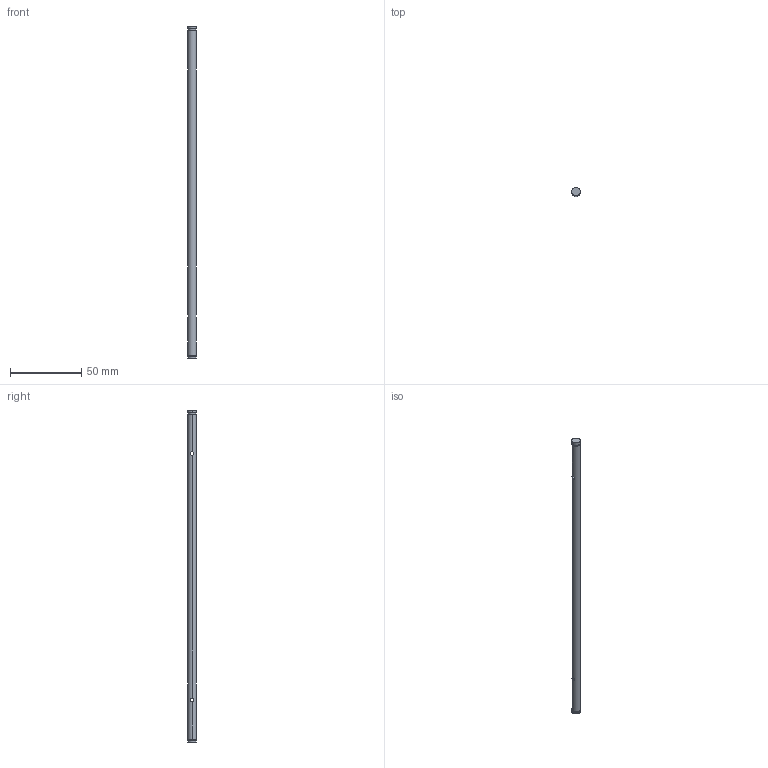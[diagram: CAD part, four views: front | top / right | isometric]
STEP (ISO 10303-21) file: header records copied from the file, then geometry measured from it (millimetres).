
FILE_DESCRIPTION (( 'STEP AP214' ), '1' );
FILE_NAME ('neg roller lap_V7.STEP', '2018-07-09T07:22:36', ( '' ), ( '' ), 'SwSTEP 2.0', 'SolidWorks 2018', '' );
FILE_SCHEMA (( 'AUTOMOTIVE_DESIGN' ));
Length unit declared in the file: millimetre
Products named in the file (1): neg roller lap_V7
Bounding box: 6 x 6 x 233 mm (x, y, z)
Volume: 6513 mm3; surface area: 4546.7 mm2
Topology: 1 solids, 1 shells, 20 faces, 46 edges, 28 vertices
Faces by surface type: cylinder 14, plane 6
Entity records: 848 total; most frequent: CARTESIAN_POINT 263, DIRECTION 100, ORIENTED_EDGE 92, EDGE_CURVE 46, AXIS2_PLACEMENT_3D 41, VERTEX_POINT 28, EDGE_LOOP 24, CIRCLE 20
